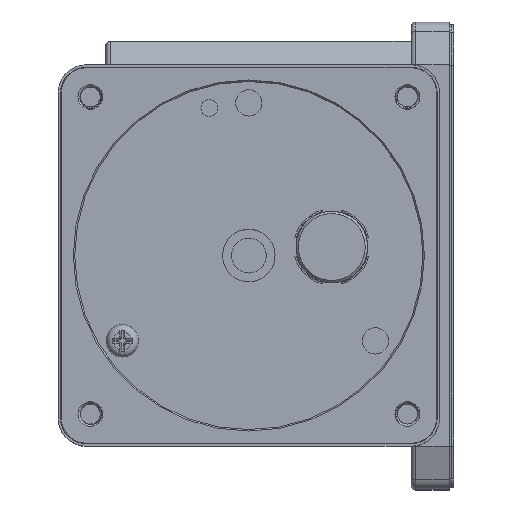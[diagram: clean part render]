
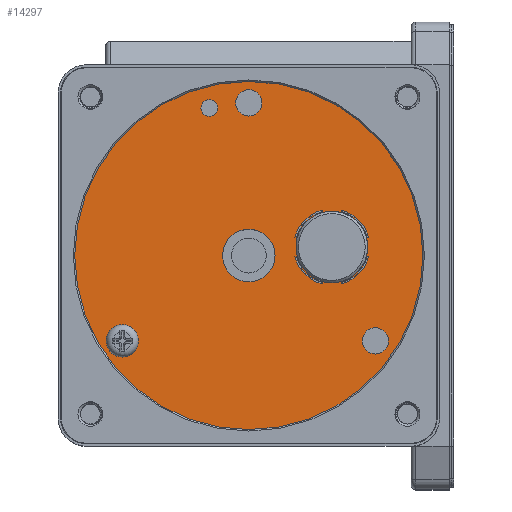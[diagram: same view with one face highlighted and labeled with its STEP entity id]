
A CAD part, top view. The second image highlights one B-rep face of the part: STEP entity #14297.
In plain terms, the highlighted planar face has unit normal (0, 0, 1).
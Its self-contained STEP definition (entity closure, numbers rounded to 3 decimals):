
#1286=CARTESIAN_POINT('',(24.89,1.783,-4.));
#1287=VERTEX_POINT('',#1286);
#1288=CARTESIAN_POINT('',(17.39,1.783,-4.));
#1289=DIRECTION('',(0.0,0.0,1.0));
#1290=DIRECTION('',(1.0,0.0,0.0));
#1291=AXIS2_PLACEMENT_3D('',#1288,#1289,#1290);
#1292=CIRCLE('',#1291,7.5);
#1293=EDGE_CURVE('',#1287,#1287,#1292,.T.);
#9298=CARTESIAN_POINT('',(36.5,0.,-4.));
#9299=VERTEX_POINT('',#9298);
#9300=CARTESIAN_POINT('',(0.0,0.0,-4.));
#9301=DIRECTION('',(0.0,0.0,-1.0));
#9302=DIRECTION('',(1.0,0.0,0.0));
#9303=AXIS2_PLACEMENT_3D('',#9300,#9301,#9302);
#9304=CIRCLE('',#9303,36.5);
#9305=EDGE_CURVE('',#9299,#9299,#9304,.T.);
#12421=CARTESIAN_POINT('',(-23.429,-17.894,-4.));
#12422=VERTEX_POINT('',#12421);
#12423=CARTESIAN_POINT('',(-26.529,-17.894,-4.));
#12424=DIRECTION('',(0.0,0.0,-1.0));
#12425=DIRECTION('',(1.0,0.0,0.0));
#12426=AXIS2_PLACEMENT_3D('',#12423,#12424,#12425);
#12427=CIRCLE('',#12426,3.1);
#12428=EDGE_CURVE('',#12422,#12422,#12427,.T.);
#13637=CARTESIAN_POINT('',(9.644,3.783,-4.));
#13638=VERTEX_POINT('',#13637);
#13639=CARTESIAN_POINT('',(9.954,3.783,-4.));
#13640=VERTEX_POINT('',#13639);
#13641=CARTESIAN_POINT('',(9.644,3.783,-4.));
#13642=DIRECTION('',(1.0,0.0,0.0));
#13643=VECTOR('',#13642,0.31);
#13644=LINE('',#13641,#13643);
#13645=EDGE_CURVE('',#13638,#13640,#13644,.T.);
#13668=CARTESIAN_POINT('',(15.39,9.219,-4.));
#13669=VERTEX_POINT('',#13668);
#13670=CARTESIAN_POINT('',(17.39,1.783,-4.));
#13671=DIRECTION('',(0.0,0.0,-1.0));
#13672=DIRECTION('',(1.0,0.0,0.0));
#13673=AXIS2_PLACEMENT_3D('',#13670,#13671,#13672);
#13674=CIRCLE('',#13673,7.7);
#13675=EDGE_CURVE('',#13640,#13669,#13674,.T.);
#13693=CARTESIAN_POINT('',(15.39,9.529,-4.));
#13694=VERTEX_POINT('',#13693);
#13695=CARTESIAN_POINT('',(15.39,9.219,-4.));
#13696=DIRECTION('',(0.0,1.0,0.0));
#13697=VECTOR('',#13696,0.31);
#13698=LINE('',#13695,#13697);
#13699=EDGE_CURVE('',#13669,#13694,#13698,.T.);
#13717=CARTESIAN_POINT('',(17.39,1.783,-4.));
#13718=DIRECTION('',(0.0,0.0,1.0));
#13719=DIRECTION('',(1.0,0.0,0.0));
#13720=AXIS2_PLACEMENT_3D('',#13717,#13718,#13719);
#13721=CIRCLE('',#13720,8.);
#13722=EDGE_CURVE('',#13694,#13638,#13721,.T.);
#13777=CARTESIAN_POINT('',(15.39,-5.963,-4.));
#13778=VERTEX_POINT('',#13777);
#13779=CARTESIAN_POINT('',(15.39,-5.653,-4.));
#13780=VERTEX_POINT('',#13779);
#13781=CARTESIAN_POINT('',(15.39,-5.963,-4.));
#13782=DIRECTION('',(0.0,1.0,0.0));
#13783=VECTOR('',#13782,0.31);
#13784=LINE('',#13781,#13783);
#13785=EDGE_CURVE('',#13778,#13780,#13784,.T.);
#13808=CARTESIAN_POINT('',(9.954,-0.217,-4.));
#13809=VERTEX_POINT('',#13808);
#13810=CARTESIAN_POINT('',(17.39,1.783,-4.));
#13811=DIRECTION('',(0.0,0.0,-1.0));
#13812=DIRECTION('',(1.0,0.0,0.0));
#13813=AXIS2_PLACEMENT_3D('',#13810,#13811,#13812);
#13814=CIRCLE('',#13813,7.7);
#13815=EDGE_CURVE('',#13780,#13809,#13814,.T.);
#13833=CARTESIAN_POINT('',(9.644,-0.217,-4.));
#13834=VERTEX_POINT('',#13833);
#13835=CARTESIAN_POINT('',(9.954,-0.217,-4.));
#13836=DIRECTION('',(-1.0,0.0,0.0));
#13837=VECTOR('',#13836,0.31);
#13838=LINE('',#13835,#13837);
#13839=EDGE_CURVE('',#13809,#13834,#13838,.T.);
#13857=CARTESIAN_POINT('',(17.39,1.783,-4.));
#13858=DIRECTION('',(0.0,0.0,1.0));
#13859=DIRECTION('',(1.0,0.0,0.0));
#13860=AXIS2_PLACEMENT_3D('',#13857,#13858,#13859);
#13861=CIRCLE('',#13860,8.);
#13862=EDGE_CURVE('',#13834,#13778,#13861,.T.);
#13917=CARTESIAN_POINT('',(25.136,-0.217,-4.));
#13918=VERTEX_POINT('',#13917);
#13919=CARTESIAN_POINT('',(24.826,-0.217,-4.));
#13920=VERTEX_POINT('',#13919);
#13921=CARTESIAN_POINT('',(25.136,-0.217,-4.));
#13922=DIRECTION('',(-1.0,0.0,0.0));
#13923=VECTOR('',#13922,0.31);
#13924=LINE('',#13921,#13923);
#13925=EDGE_CURVE('',#13918,#13920,#13924,.T.);
#13948=CARTESIAN_POINT('',(19.39,-5.653,-4.));
#13949=VERTEX_POINT('',#13948);
#13950=CARTESIAN_POINT('',(17.39,1.783,-4.));
#13951=DIRECTION('',(0.0,0.0,-1.0));
#13952=DIRECTION('',(1.0,0.0,0.0));
#13953=AXIS2_PLACEMENT_3D('',#13950,#13951,#13952);
#13954=CIRCLE('',#13953,7.7);
#13955=EDGE_CURVE('',#13920,#13949,#13954,.T.);
#13973=CARTESIAN_POINT('',(19.39,-5.963,-4.));
#13974=VERTEX_POINT('',#13973);
#13975=CARTESIAN_POINT('',(19.39,-5.653,-4.));
#13976=DIRECTION('',(0.0,-1.0,0.0));
#13977=VECTOR('',#13976,0.31);
#13978=LINE('',#13975,#13977);
#13979=EDGE_CURVE('',#13949,#13974,#13978,.T.);
#13997=CARTESIAN_POINT('',(17.39,1.783,-4.));
#13998=DIRECTION('',(0.0,0.0,1.0));
#13999=DIRECTION('',(1.0,0.0,0.0));
#14000=AXIS2_PLACEMENT_3D('',#13997,#13998,#13999);
#14001=CIRCLE('',#14000,8.);
#14002=EDGE_CURVE('',#13974,#13918,#14001,.T.);
#14057=CARTESIAN_POINT('',(19.39,9.529,-4.));
#14058=VERTEX_POINT('',#14057);
#14059=CARTESIAN_POINT('',(19.39,9.219,-4.));
#14060=VERTEX_POINT('',#14059);
#14061=CARTESIAN_POINT('',(19.39,9.529,-4.));
#14062=DIRECTION('',(0.0,-1.0,0.0));
#14063=VECTOR('',#14062,0.31);
#14064=LINE('',#14061,#14063);
#14065=EDGE_CURVE('',#14058,#14060,#14064,.T.);
#14088=CARTESIAN_POINT('',(24.826,3.783,-4.));
#14089=VERTEX_POINT('',#14088);
#14090=CARTESIAN_POINT('',(17.39,1.783,-4.));
#14091=DIRECTION('',(0.0,0.0,-1.0));
#14092=DIRECTION('',(1.0,0.0,0.0));
#14093=AXIS2_PLACEMENT_3D('',#14090,#14091,#14092);
#14094=CIRCLE('',#14093,7.7);
#14095=EDGE_CURVE('',#14060,#14089,#14094,.T.);
#14113=CARTESIAN_POINT('',(25.136,3.783,-4.));
#14114=VERTEX_POINT('',#14113);
#14115=CARTESIAN_POINT('',(24.826,3.783,-4.));
#14116=DIRECTION('',(1.0,0.0,0.0));
#14117=VECTOR('',#14116,0.31);
#14118=LINE('',#14115,#14117);
#14119=EDGE_CURVE('',#14089,#14114,#14118,.T.);
#14137=CARTESIAN_POINT('',(17.39,1.783,-4.));
#14138=DIRECTION('',(0.0,0.0,1.0));
#14139=DIRECTION('',(1.0,0.0,0.0));
#14140=AXIS2_PLACEMENT_3D('',#14137,#14138,#14139);
#14141=CIRCLE('',#14140,8.);
#14142=EDGE_CURVE('',#14114,#14058,#14141,.T.);
#14175=CARTESIAN_POINT('',(2.75,32.0,-4.));
#14176=VERTEX_POINT('',#14175);
#14177=CARTESIAN_POINT('',(0.,32.0,-4.));
#14178=DIRECTION('',(0.0,0.0,1.0));
#14179=DIRECTION('',(1.0,0.0,0.0));
#14180=AXIS2_PLACEMENT_3D('',#14177,#14178,#14179);
#14181=CIRCLE('',#14180,2.75);
#14182=EDGE_CURVE('',#14176,#14176,#14181,.T.);
#14195=CARTESIAN_POINT('',(29.279,-17.894,-4.));
#14196=VERTEX_POINT('',#14195);
#14197=CARTESIAN_POINT('',(26.529,-17.894,-4.));
#14198=DIRECTION('',(0.0,0.0,1.0));
#14199=DIRECTION('',(1.0,0.0,0.0));
#14200=AXIS2_PLACEMENT_3D('',#14197,#14198,#14199);
#14201=CIRCLE('',#14200,2.75);
#14202=EDGE_CURVE('',#14196,#14196,#14201,.T.);
#14215=CARTESIAN_POINT('',(5.5,0.,-4.));
#14216=VERTEX_POINT('',#14215);
#14217=CARTESIAN_POINT('',(0.,0.,-4.));
#14218=DIRECTION('',(0.0,0.0,1.0));
#14219=DIRECTION('',(1.0,0.0,0.0));
#14220=AXIS2_PLACEMENT_3D('',#14217,#14218,#14219);
#14221=CIRCLE('',#14220,5.5);
#14222=EDGE_CURVE('',#14216,#14216,#14221,.T.);
#14235=CARTESIAN_POINT('',(-6.532,30.91,-4.));
#14236=VERTEX_POINT('',#14235);
#14237=CARTESIAN_POINT('',(-8.282,30.91,-4.));
#14238=DIRECTION('',(0.0,0.0,1.0));
#14239=DIRECTION('',(1.0,0.0,0.0));
#14240=AXIS2_PLACEMENT_3D('',#14237,#14238,#14239);
#14241=CIRCLE('',#14240,1.75);
#14242=EDGE_CURVE('',#14236,#14236,#14241,.T.);
#14247=CARTESIAN_POINT('',(0.,0.,-4.));
#14248=DIRECTION('',(0.0,0.0,1.0));
#14249=DIRECTION('',(1.0,0.0,0.0));
#14250=AXIS2_PLACEMENT_3D('',#14247,#14248,#14249);
#14251=PLANE('',#14250);
#14252=ORIENTED_EDGE('',*,*,#9305,.F.);
#14253=EDGE_LOOP('',(#14252));
#14254=FACE_OUTER_BOUND('',#14253,.T.);
#14255=ORIENTED_EDGE('',*,*,#13722,.F.);
#14256=ORIENTED_EDGE('',*,*,#13699,.F.);
#14257=ORIENTED_EDGE('',*,*,#13675,.F.);
#14258=ORIENTED_EDGE('',*,*,#13645,.F.);
#14259=EDGE_LOOP('',(#14255,#14256,#14257,#14258));
#14260=FACE_BOUND('',#14259,.T.);
#14261=ORIENTED_EDGE('',*,*,#14182,.F.);
#14262=EDGE_LOOP('',(#14261));
#14263=FACE_BOUND('',#14262,.T.);
#14264=ORIENTED_EDGE('',*,*,#14202,.F.);
#14265=EDGE_LOOP('',(#14264));
#14266=FACE_BOUND('',#14265,.T.);
#14267=ORIENTED_EDGE('',*,*,#14222,.F.);
#14268=EDGE_LOOP('',(#14267));
#14269=FACE_BOUND('',#14268,.T.);
#14270=ORIENTED_EDGE('',*,*,#1293,.F.);
#14271=EDGE_LOOP('',(#14270));
#14272=FACE_BOUND('',#14271,.T.);
#14273=ORIENTED_EDGE('',*,*,#14242,.F.);
#14274=EDGE_LOOP('',(#14273));
#14275=FACE_BOUND('',#14274,.T.);
#14276=ORIENTED_EDGE('',*,*,#14142,.F.);
#14277=ORIENTED_EDGE('',*,*,#14119,.F.);
#14278=ORIENTED_EDGE('',*,*,#14095,.F.);
#14279=ORIENTED_EDGE('',*,*,#14065,.F.);
#14280=EDGE_LOOP('',(#14276,#14277,#14278,#14279));
#14281=FACE_BOUND('',#14280,.T.);
#14282=ORIENTED_EDGE('',*,*,#14002,.F.);
#14283=ORIENTED_EDGE('',*,*,#13979,.F.);
#14284=ORIENTED_EDGE('',*,*,#13955,.F.);
#14285=ORIENTED_EDGE('',*,*,#13925,.F.);
#14286=EDGE_LOOP('',(#14282,#14283,#14284,#14285));
#14287=FACE_BOUND('',#14286,.T.);
#14288=ORIENTED_EDGE('',*,*,#13862,.F.);
#14289=ORIENTED_EDGE('',*,*,#13839,.F.);
#14290=ORIENTED_EDGE('',*,*,#13815,.F.);
#14291=ORIENTED_EDGE('',*,*,#13785,.F.);
#14292=EDGE_LOOP('',(#14288,#14289,#14290,#14291));
#14293=FACE_BOUND('',#14292,.T.);
#14294=ORIENTED_EDGE('',*,*,#12428,.T.);
#14295=EDGE_LOOP('',(#14294));
#14296=FACE_BOUND('',#14295,.T.);
#14297=ADVANCED_FACE('',(#14254,#14260,#14263,#14266,#14269,#14272,#14275,#14281,#14287,#14293,#14296),#14251,.T.);
